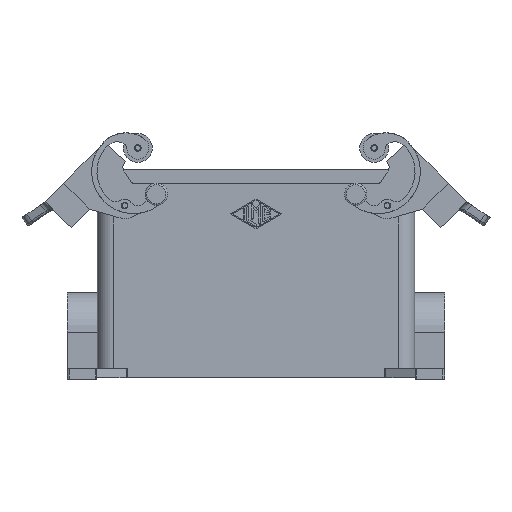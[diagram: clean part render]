
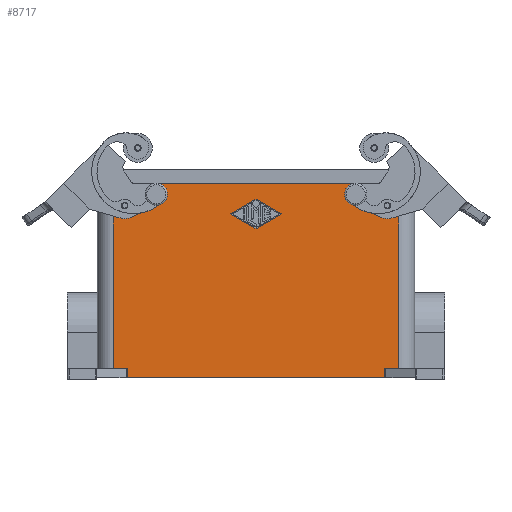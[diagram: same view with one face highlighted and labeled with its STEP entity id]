
A CAD part, front view. The second image highlights one B-rep face of the part: STEP entity #8717.
In plain terms, the highlighted planar face has unit normal (0, -1, 0).
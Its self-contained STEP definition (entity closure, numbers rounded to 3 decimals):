
#1136=CARTESIAN_POINT('',(-38.0,-21.75,22.0));
#1137=VERTEX_POINT('',#1136);
#1146=CARTESIAN_POINT('',(-38.0,-21.75,17.0));
#1147=VERTEX_POINT('',#1146);
#1148=CARTESIAN_POINT('',(-38.0,-21.75,19.5));
#1149=DIRECTION('',(0.0,1.0,0.0));
#1150=DIRECTION('',(0.0,0.0,1.0));
#1151=AXIS2_PLACEMENT_3D('',#1148,#1149,#1150);
#1152=CIRCLE('',#1151,2.5);
#1153=EDGE_CURVE('',#1147,#1137,#1152,.T.);
#2407=CARTESIAN_POINT('',(38.0,-21.75,22.0));
#2408=VERTEX_POINT('',#2407);
#2417=CARTESIAN_POINT('',(38.0,-21.75,17.0));
#2418=VERTEX_POINT('',#2417);
#2419=CARTESIAN_POINT('',(38.0,-21.75,19.5));
#2420=DIRECTION('',(0.0,1.0,0.0));
#2421=DIRECTION('',(0.0,0.0,1.0));
#2422=AXIS2_PLACEMENT_3D('',#2419,#2420,#2421);
#2423=CIRCLE('',#2422,2.5);
#2424=EDGE_CURVE('',#2418,#2408,#2423,.T.);
#7815=CARTESIAN_POINT('',(49.041,-21.75,-50.5));
#7816=VERTEX_POINT('',#7815);
#7824=CARTESIAN_POINT('',(-49.041,-21.75,-50.5));
#7825=VERTEX_POINT('',#7824);
#7826=CARTESIAN_POINT('',(49.041,-21.75,-50.5));
#7827=DIRECTION('',(-1.0,0.0,0.0));
#7828=VECTOR('',#7827,98.081);
#7829=LINE('',#7826,#7828);
#7830=EDGE_CURVE('',#7816,#7825,#7829,.T.);
#8495=CARTESIAN_POINT('',(54.5,-21.75,-47.0));
#8496=VERTEX_POINT('',#8495);
#8504=CARTESIAN_POINT('',(49.041,-21.75,-47.0));
#8505=VERTEX_POINT('',#8504);
#8506=CARTESIAN_POINT('',(49.041,-21.75,-47.0));
#8507=DIRECTION('',(1.0,0.0,0.0));
#8508=VECTOR('',#8507,5.459);
#8509=LINE('',#8506,#8508);
#8510=EDGE_CURVE('',#8505,#8496,#8509,.T.);
#8570=CARTESIAN_POINT('',(-49.041,-21.75,-47.0));
#8571=VERTEX_POINT('',#8570);
#8572=CARTESIAN_POINT('',(-49.041,-21.75,-50.5));
#8573=DIRECTION('',(0.0,0.0,1.0));
#8574=VECTOR('',#8573,3.5);
#8575=LINE('',#8572,#8574);
#8576=EDGE_CURVE('',#7825,#8571,#8575,.T.);
#8612=CARTESIAN_POINT('',(49.041,-21.75,-47.0));
#8613=DIRECTION('',(0.0,0.0,-1.0));
#8614=VECTOR('',#8613,3.5);
#8615=LINE('',#8612,#8614);
#8616=EDGE_CURVE('',#8505,#7816,#8615,.T.);
#8622=CARTESIAN_POINT('',(54.5,-21.75,1.5));
#8623=DIRECTION('',(0.0,-1.0,0.0));
#8624=DIRECTION('',(0.0,0.0,-1.0));
#8625=AXIS2_PLACEMENT_3D('',#8622,#8623,#8624);
#8626=PLANE('',#8625);
#8627=ORIENTED_EDGE('',*,*,#8576,.F.);
#8628=ORIENTED_EDGE('',*,*,#7830,.F.);
#8629=ORIENTED_EDGE('',*,*,#8616,.F.);
#8630=ORIENTED_EDGE('',*,*,#8510,.T.);
#8631=CARTESIAN_POINT('',(54.5,-21.75,23.5));
#8632=VERTEX_POINT('',#8631);
#8633=CARTESIAN_POINT('',(54.5,-21.75,23.5));
#8634=DIRECTION('',(0.0,0.0,-1.0));
#8635=VECTOR('',#8634,70.5);
#8636=LINE('',#8633,#8635);
#8637=EDGE_CURVE('',#8632,#8496,#8636,.T.);
#8638=ORIENTED_EDGE('',*,*,#8637,.F.);
#8639=CARTESIAN_POINT('',(-54.5,-21.75,23.5));
#8640=VERTEX_POINT('',#8639);
#8641=CARTESIAN_POINT('',(54.5,-21.75,23.5));
#8642=DIRECTION('',(-1.0,0.0,0.0));
#8643=VECTOR('',#8642,109.);
#8644=LINE('',#8641,#8643);
#8645=EDGE_CURVE('',#8632,#8640,#8644,.T.);
#8646=ORIENTED_EDGE('',*,*,#8645,.T.);
#8647=CARTESIAN_POINT('',(-54.5,-21.75,-47.0));
#8648=VERTEX_POINT('',#8647);
#8649=CARTESIAN_POINT('',(-54.5,-21.75,23.5));
#8650=DIRECTION('',(0.0,0.0,-1.0));
#8651=VECTOR('',#8650,70.5);
#8652=LINE('',#8649,#8651);
#8653=EDGE_CURVE('',#8640,#8648,#8652,.T.);
#8654=ORIENTED_EDGE('',*,*,#8653,.T.);
#8655=CARTESIAN_POINT('',(-54.5,-21.75,-47.0));
#8656=DIRECTION('',(1.0,0.0,0.0));
#8657=VECTOR('',#8656,5.459);
#8658=LINE('',#8655,#8657);
#8659=EDGE_CURVE('',#8648,#8571,#8658,.T.);
#8660=ORIENTED_EDGE('',*,*,#8659,.T.);
#8661=EDGE_LOOP('',(#8627,#8628,#8629,#8630,#8638,#8646,#8654,#8660));
#8662=FACE_OUTER_BOUND('',#8661,.T.);
#8663=CARTESIAN_POINT('',(0.,-21.75,6.375));
#8664=VERTEX_POINT('',#8663);
#8665=CARTESIAN_POINT('',(-9.75,-21.75,12.));
#8666=VERTEX_POINT('',#8665);
#8667=CARTESIAN_POINT('',(0.,-21.75,6.375));
#8668=DIRECTION('',(-0.866,0.0,0.5));
#8669=VECTOR('',#8668,11.256);
#8670=LINE('',#8667,#8669);
#8671=EDGE_CURVE('',#8664,#8666,#8670,.T.);
#8672=ORIENTED_EDGE('',*,*,#8671,.T.);
#8673=CARTESIAN_POINT('',(0.,-21.75,17.625));
#8674=VERTEX_POINT('',#8673);
#8675=CARTESIAN_POINT('',(-9.75,-21.75,12.));
#8676=DIRECTION('',(0.866,0.0,0.5));
#8677=VECTOR('',#8676,11.256);
#8678=LINE('',#8675,#8677);
#8679=EDGE_CURVE('',#8666,#8674,#8678,.T.);
#8680=ORIENTED_EDGE('',*,*,#8679,.T.);
#8681=CARTESIAN_POINT('',(9.75,-21.75,12.));
#8682=VERTEX_POINT('',#8681);
#8683=CARTESIAN_POINT('',(0.,-21.75,17.625));
#8684=DIRECTION('',(0.866,0.0,-0.5));
#8685=VECTOR('',#8684,11.256);
#8686=LINE('',#8683,#8685);
#8687=EDGE_CURVE('',#8674,#8682,#8686,.T.);
#8688=ORIENTED_EDGE('',*,*,#8687,.T.);
#8689=CARTESIAN_POINT('',(9.75,-21.75,12.));
#8690=DIRECTION('',(-0.866,0.0,-0.5));
#8691=VECTOR('',#8690,11.256);
#8692=LINE('',#8689,#8691);
#8693=EDGE_CURVE('',#8682,#8664,#8692,.T.);
#8694=ORIENTED_EDGE('',*,*,#8693,.T.);
#8695=EDGE_LOOP('',(#8672,#8680,#8688,#8694));
#8696=FACE_BOUND('',#8695,.T.);
#8697=ORIENTED_EDGE('',*,*,#2424,.T.);
#8698=CARTESIAN_POINT('',(38.0,-21.75,19.5));
#8699=DIRECTION('',(0.0,1.0,0.0));
#8700=DIRECTION('',(0.0,0.0,1.0));
#8701=AXIS2_PLACEMENT_3D('',#8698,#8699,#8700);
#8702=CIRCLE('',#8701,2.5);
#8703=EDGE_CURVE('',#2408,#2418,#8702,.T.);
#8704=ORIENTED_EDGE('',*,*,#8703,.T.);
#8705=EDGE_LOOP('',(#8697,#8704));
#8706=FACE_BOUND('',#8705,.T.);
#8707=ORIENTED_EDGE('',*,*,#1153,.T.);
#8708=CARTESIAN_POINT('',(-38.0,-21.75,19.5));
#8709=DIRECTION('',(0.0,1.0,0.0));
#8710=DIRECTION('',(0.0,0.0,1.0));
#8711=AXIS2_PLACEMENT_3D('',#8708,#8709,#8710);
#8712=CIRCLE('',#8711,2.5);
#8713=EDGE_CURVE('',#1137,#1147,#8712,.T.);
#8714=ORIENTED_EDGE('',*,*,#8713,.T.);
#8715=EDGE_LOOP('',(#8707,#8714));
#8716=FACE_BOUND('',#8715,.T.);
#8717=ADVANCED_FACE('',(#8662,#8696,#8706,#8716),#8626,.T.);
